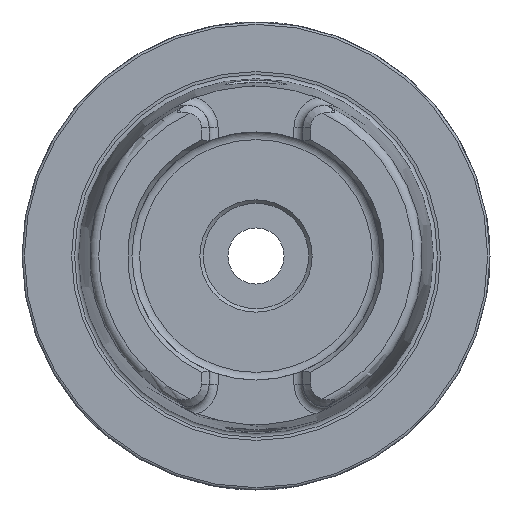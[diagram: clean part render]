
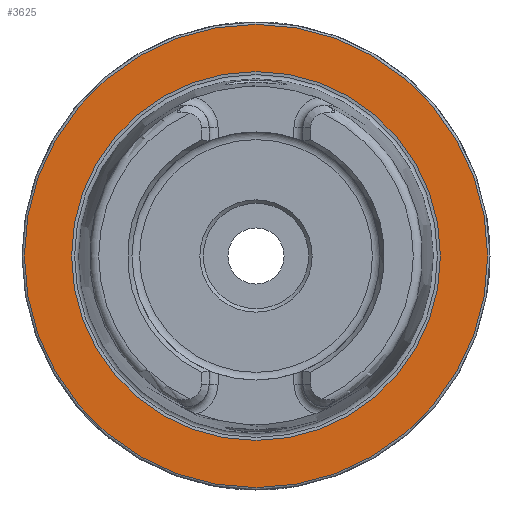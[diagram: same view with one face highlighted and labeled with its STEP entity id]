
A CAD part, left-side view. The second image highlights one B-rep face of the part: STEP entity #3625.
In plain terms, the highlighted planar face has unit normal (-1, 0, 0).
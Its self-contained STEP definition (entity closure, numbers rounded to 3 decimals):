
#14 = DIRECTION ( 'NONE',  ( 0., 0., 1. ) ) ;
#138 = DIRECTION ( 'NONE',  ( 1., 0., 0. ) ) ;
#312 = EDGE_CURVE ( 'NONE', #4785, #4785, #3004, .T. ) ;
#601 = AXIS2_PLACEMENT_3D ( 'NONE', #652, #138, #1314 ) ;
#652 = CARTESIAN_POINT ( 'NONE',  ( 0., 49.5, 0. ) ) ;
#1074 = FACE_OUTER_BOUND ( 'NONE', #2806, .T. ) ;
#1213 = EDGE_CURVE ( 'NONE', #4347, #4347, #6197, .T. ) ;
#1314 = DIRECTION ( 'NONE',  ( 0., 0., -1. ) ) ;
#2247 = EDGE_LOOP ( 'NONE', ( #2861 ) ) ;
#2369 = PLANE ( 'NONE',  #601 ) ;
#2806 = EDGE_LOOP ( 'NONE', ( #4076 ) ) ;
#2861 = ORIENTED_EDGE ( 'NONE', *, *, #1213, .F. ) ;
#2930 = CARTESIAN_POINT ( 'NONE',  ( 0., 0., 0. ) ) ;
#3004 = CIRCLE ( 'NONE', #3360, 49.5 ) ;
#3360 = AXIS2_PLACEMENT_3D ( 'NONE', #4538, #3413, #14 ) ;
#3372 = DIRECTION ( 'NONE',  ( 0., 0., 1. ) ) ;
#3413 = DIRECTION ( 'NONE',  ( -1., 0., 0. ) ) ;
#3527 = CARTESIAN_POINT ( 'NONE',  ( 0., 0., 39.405 ) ) ;
#3625 = ADVANCED_FACE ( 'NONE', ( #5259, #1074 ), #2369, .F. ) ;
#4076 = ORIENTED_EDGE ( 'NONE', *, *, #312, .T. ) ;
#4347 = VERTEX_POINT ( 'NONE', #3527 ) ;
#4538 = CARTESIAN_POINT ( 'NONE',  ( 0., 0., 0. ) ) ;
#4590 = DIRECTION ( 'NONE',  ( -1., 0., 0. ) ) ;
#4785 = VERTEX_POINT ( 'NONE', #6392 ) ;
#5259 = FACE_BOUND ( 'NONE', #2247, .T. ) ;
#6197 = CIRCLE ( 'NONE', #6407, 39.405 ) ;
#6392 = CARTESIAN_POINT ( 'NONE',  ( 0., 0., 49.5 ) ) ;
#6407 = AXIS2_PLACEMENT_3D ( 'NONE', #2930, #4590, #3372 ) ;
